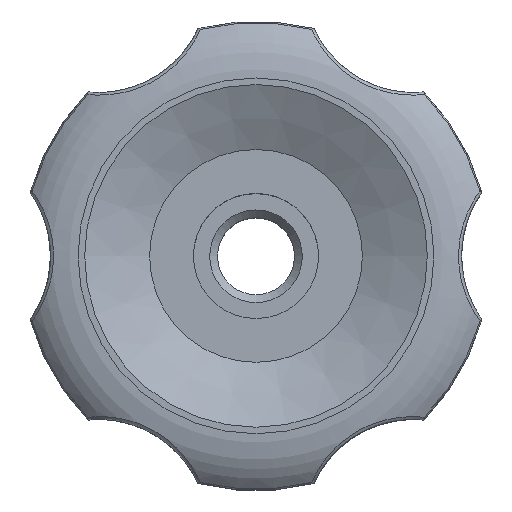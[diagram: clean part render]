
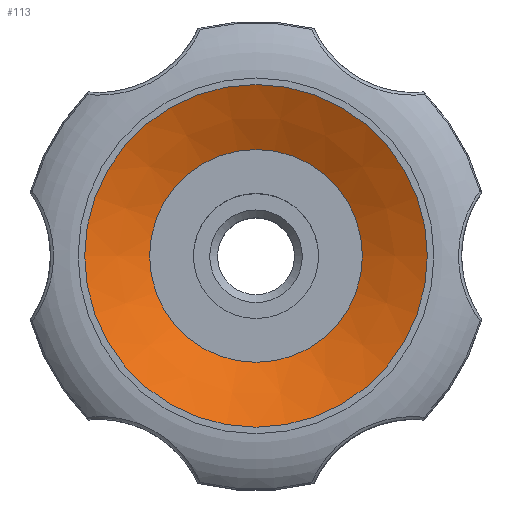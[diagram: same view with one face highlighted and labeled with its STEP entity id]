
A CAD part, top view. The second image highlights one B-rep face of the part: STEP entity #113.
In plain terms, the highlighted conical face has half-angle 64.269 degrees and reference radius 10.95 mm.
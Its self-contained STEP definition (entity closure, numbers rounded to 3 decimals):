
#113 = ADVANCED_FACE( '', ( #263, #264 ), #265, .F. );
#263 = FACE_BOUND( '', #1378, .T. );
#264 = FACE_OUTER_BOUND( '', #1379, .T. );
#265 = CONICAL_SURFACE( '', #1380, 10.95, 1.122 );
#1378 = EDGE_LOOP( '', ( #3418 ) );
#1379 = EDGE_LOOP( '', ( #3419 ) );
#1380 = AXIS2_PLACEMENT_3D( '', #3420, #3421, #3422 );
#3418 = ORIENTED_EDGE( '', *, *, #3788, .F. );
#3419 = ORIENTED_EDGE( '', *, *, #3793, .T. );
#3420 = CARTESIAN_POINT( '', ( 0., 0., 24. ) );
#3421 = DIRECTION( '', ( 0., 0., 1. ) );
#3422 = DIRECTION( '', ( 1., 0., 0. ) );
#3788 = EDGE_CURVE( '', #4015, #4015, #4016, .T. );
#3793 = EDGE_CURVE( '', #4021, #4021, #4022, .T. );
#4015 = VERTEX_POINT( '', #5252 );
#4016 = CIRCLE( '', #5253, 6.8 );
#4021 = VERTEX_POINT( '', #5258 );
#4022 = CIRCLE( '', #5259, 10.95 );
#5252 = CARTESIAN_POINT( '', ( 6.8, 0., 22. ) );
#5253 = AXIS2_PLACEMENT_3D( '', #6510, #6511, #6512 );
#5258 = CARTESIAN_POINT( '', ( 10.95, 0., 24. ) );
#5259 = AXIS2_PLACEMENT_3D( '', #6519, #6520, #6521 );
#6510 = CARTESIAN_POINT( '', ( 0., 0., 22. ) );
#6511 = DIRECTION( '', ( 0., 0., 1. ) );
#6512 = DIRECTION( '', ( 1., 0., 0. ) );
#6519 = CARTESIAN_POINT( '', ( 0., 0., 24. ) );
#6520 = DIRECTION( '', ( 0., 0., 1. ) );
#6521 = DIRECTION( '', ( 1., 0., 0. ) );
